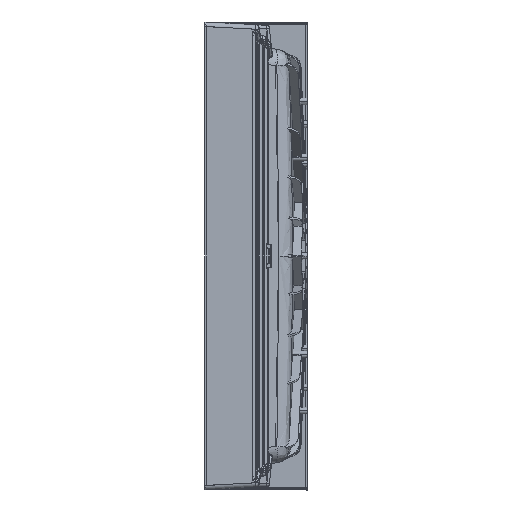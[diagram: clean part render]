
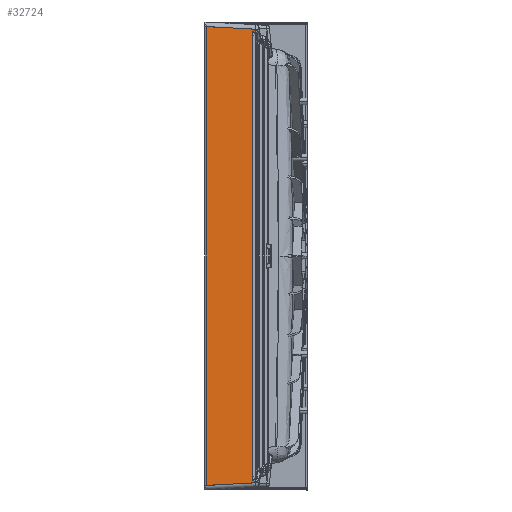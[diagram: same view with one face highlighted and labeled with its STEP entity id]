
A CAD part, left-side view. The second image highlights one B-rep face of the part: STEP entity #32724.
In plain terms, the highlighted planar face has unit normal (-0.999, -0.052, 0).
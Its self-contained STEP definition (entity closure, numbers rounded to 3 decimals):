
#2119 = CARTESIAN_POINT ( 'NONE',  ( -15.254, 3.267, 15.323 ) ) ;
#4093 = ORIENTED_EDGE ( 'NONE', *, *, #57928, .T. ) ;
#4702 = ORIENTED_EDGE ( 'NONE', *, *, #26990, .T. ) ;
#5601 = VECTOR ( 'NONE', #19423, 39.37 ) ;
#7329 = VERTEX_POINT ( 'NONE', #48834 ) ;
#7688 = LINE ( 'NONE', #2119, #24579 ) ;
#7731 = EDGE_CURVE ( 'NONE', #71152, #17021, #10626, .T. ) ;
#10626 = LINE ( 'NONE', #39744, #70672 ) ;
#13280 = CARTESIAN_POINT ( 'NONE',  ( -15.265, 3.479, 15.381 ) ) ;
#13722 = DIRECTION ( 'NONE',  ( 0., 0., 1. ) ) ;
#13792 = EDGE_LOOP ( 'NONE', ( #52014, #67099, #4702, #62509, #4093, #43939, #72688, #25831 ) ) ;
#16246 = DIRECTION ( 'NONE',  ( 0.004, -0.074, 0.997 ) ) ;
#17021 = VERTEX_POINT ( 'NONE', #27673 ) ;
#17936 = CARTESIAN_POINT ( 'NONE',  ( -15.438, 6.767, -16. ) ) ;
#19423 = DIRECTION ( 'NONE',  ( 0., 0., 1. ) ) ;
#20049 = CARTESIAN_POINT ( 'NONE',  ( -15.265, 3.479, -16. ) ) ;
#20510 = EDGE_CURVE ( 'NONE', #7329, #64662, #35467, .T. ) ;
#20855 = VERTEX_POINT ( 'NONE', #13280 ) ;
#21436 = VERTEX_POINT ( 'NONE', #62424 ) ;
#21793 = VERTEX_POINT ( 'NONE', #65182 ) ;
#23262 = VECTOR ( 'NONE', #26818, 39.37 ) ;
#24579 = VECTOR ( 'NONE', #24872, 39.37 ) ;
#24730 = DIRECTION ( 'NONE',  ( 0.052, -0.997, -0.052 ) ) ;
#24872 = DIRECTION ( 'NONE',  ( 0.004, -0.074, -0.997 ) ) ;
#25510 = DIRECTION ( 'NONE',  ( 0.052, -0.997, 0.052 ) ) ;
#25831 = ORIENTED_EDGE ( 'NONE', *, *, #26628, .F. ) ;
#26441 = CARTESIAN_POINT ( 'NONE',  ( -15.436, 6.732, 15.23 ) ) ;
#26628 = EDGE_CURVE ( 'NONE', #21436, #31694, #7688, .T. ) ;
#26818 = DIRECTION ( 'NONE',  ( -0.052, 0.998, -0.046 ) ) ;
#26985 = CARTESIAN_POINT ( 'NONE',  ( -15.255, 3.281, -15.508 ) ) ;
#26990 = EDGE_CURVE ( 'NONE', #7329, #71152, #69546, .T. ) ;
#27588 = PLANE ( 'NONE',  #72941 ) ;
#27673 = CARTESIAN_POINT ( 'NONE',  ( -15.254, 3.272, -15.391 ) ) ;
#28634 = CARTESIAN_POINT ( 'NONE',  ( -15.254, 3.272, 15.391 ) ) ;
#31694 = VERTEX_POINT ( 'NONE', #28634 ) ;
#32724 = ADVANCED_FACE ( 'NONE', ( #43697 ), #27588, .T. ) ;
#35467 = LINE ( 'NONE', #17936, #5601 ) ;
#37040 = CARTESIAN_POINT ( 'NONE',  ( -15.438, 6.783, 15.691 ) ) ;
#37353 = DIRECTION ( 'NONE',  ( 0.052, -0.999, 0. ) ) ;
#38021 = LINE ( 'NONE', #26441, #23262 ) ;
#39744 = CARTESIAN_POINT ( 'NONE',  ( -15.254, 3.267, -15.323 ) ) ;
#42810 = CARTESIAN_POINT ( 'NONE',  ( -15.438, 6.767, 15.69 ) ) ;
#43183 = LINE ( 'NONE', #20049, #57240 ) ;
#43697 = FACE_OUTER_BOUND ( 'NONE', #13792, .T. ) ;
#43939 = ORIENTED_EDGE ( 'NONE', *, *, #50118, .T. ) ;
#44266 = VECTOR ( 'NONE', #24730, 39.37 ) ;
#46816 = CARTESIAN_POINT ( 'NONE',  ( -15.438, 6.783, -15.691 ) ) ;
#48834 = CARTESIAN_POINT ( 'NONE',  ( -15.438, 6.767, -15.69 ) ) ;
#48987 = VECTOR ( 'NONE', #25510, 39.37 ) ;
#50118 = EDGE_CURVE ( 'NONE', #21793, #20855, #43183, .T. ) ;
#50388 = CARTESIAN_POINT ( 'NONE',  ( -15.438, 6.767, -16. ) ) ;
#52014 = ORIENTED_EDGE ( 'NONE', *, *, #56757, .F. ) ;
#52304 = LINE ( 'NONE', #67960, #65829 ) ;
#56757 = EDGE_CURVE ( 'NONE', #64662, #21436, #65396, .T. ) ;
#57240 = VECTOR ( 'NONE', #13722, 39.37 ) ;
#57928 = EDGE_CURVE ( 'NONE', #17021, #21793, #52304, .T. ) ;
#62424 = CARTESIAN_POINT ( 'NONE',  ( -15.255, 3.281, 15.508 ) ) ;
#62509 = ORIENTED_EDGE ( 'NONE', *, *, #7731, .T. ) ;
#64466 = EDGE_CURVE ( 'NONE', #31694, #20855, #38021, .T. ) ;
#64662 = VERTEX_POINT ( 'NONE', #42810 ) ;
#65182 = CARTESIAN_POINT ( 'NONE',  ( -15.265, 3.479, -15.381 ) ) ;
#65396 = LINE ( 'NONE', #37040, #44266 ) ;
#65829 = VECTOR ( 'NONE', #68715, 39.37 ) ;
#67099 = ORIENTED_EDGE ( 'NONE', *, *, #20510, .F. ) ;
#67960 = CARTESIAN_POINT ( 'NONE',  ( -15.436, 6.732, -15.23 ) ) ;
#68715 = DIRECTION ( 'NONE',  ( -0.052, 0.998, 0.046 ) ) ;
#69546 = LINE ( 'NONE', #46816, #48987 ) ;
#70672 = VECTOR ( 'NONE', #16246, 39.37 ) ;
#71152 = VERTEX_POINT ( 'NONE', #26985 ) ;
#72688 = ORIENTED_EDGE ( 'NONE', *, *, #64466, .F. ) ;
#72941 = AXIS2_PLACEMENT_3D ( 'NONE', #50388, #73107, #37353 ) ;
#73107 = DIRECTION ( 'NONE',  ( -0.999, -0.052, 0. ) ) ;
